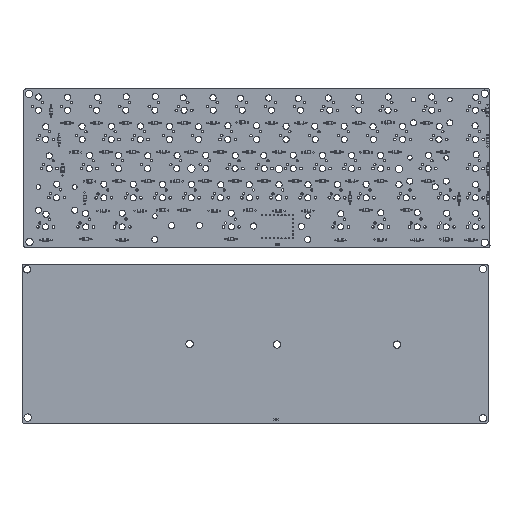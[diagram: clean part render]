
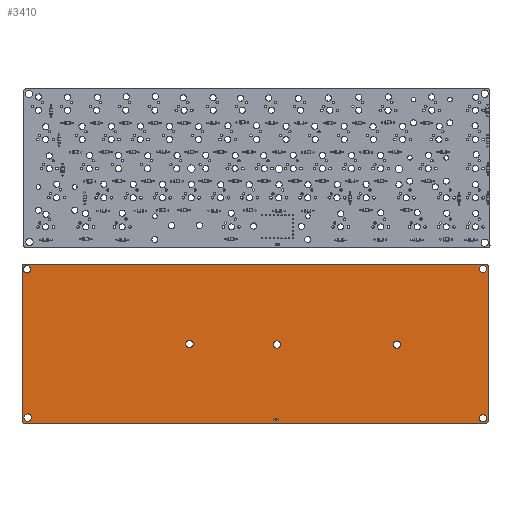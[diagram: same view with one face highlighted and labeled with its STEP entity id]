
A CAD part, top view. The second image highlights one B-rep face of the part: STEP entity #3410.
In plain terms, the highlighted planar face has unit normal (0, 0, 1).
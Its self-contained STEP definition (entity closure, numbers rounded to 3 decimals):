
#3151 = VERTEX_POINT('',#3152);
#3152 = CARTESIAN_POINT('',(399.768,-130.438,1.51));
#3158 = EDGE_CURVE('',#3151,#3159,#3161,.T.);
#3159 = VERTEX_POINT('',#3160);
#3160 = CARTESIAN_POINT('',(401.356,-132.025,1.51));
#3161 = CIRCLE('',#3162,1.587);
#3162 = AXIS2_PLACEMENT_3D('',#3163,#3164,#3165);
#3163 = CARTESIAN_POINT('',(399.768,-132.025,1.51));
#3164 = DIRECTION('',(0.,0.,-1.));
#3165 = DIRECTION('',(0.,1.,0.));
#3193 = VERTEX_POINT('',#3194);
#3194 = CARTESIAN_POINT('',(98.162,-130.438,1.51));
#3200 = EDGE_CURVE('',#3193,#3151,#3201,.T.);
#3201 = LINE('',#3202,#3203);
#3202 = CARTESIAN_POINT('',(98.162,-130.438,1.51));
#3203 = VECTOR('',#3204,1.);
#3204 = DIRECTION('',(1.,0.,0.));
#3222 = EDGE_CURVE('',#3159,#3223,#3225,.T.);
#3223 = VERTEX_POINT('',#3224);
#3224 = CARTESIAN_POINT('',(401.366,-232.928,1.51));
#3225 = LINE('',#3226,#3227);
#3226 = CARTESIAN_POINT('',(401.356,-132.025,1.51));
#3227 = VECTOR('',#3228,1.);
#3228 = DIRECTION('',(0.,-1.,0.));
#3410 = ADVANCED_FACE('',(#3411,#3457,#3468,#3479,#3490,#3501,#3512,
    #3523,#3534,#3545,#3556),#3567,.T.);
#3411 = FACE_BOUND('',#3412,.T.);
#3412 = EDGE_LOOP('',(#3413,#3414,#3415,#3424,#3432,#3441,#3449,#3456));
#3413 = ORIENTED_EDGE('',*,*,#3158,.F.);
#3414 = ORIENTED_EDGE('',*,*,#3200,.F.);
#3415 = ORIENTED_EDGE('',*,*,#3416,.F.);
#3416 = EDGE_CURVE('',#3417,#3193,#3419,.T.);
#3417 = VERTEX_POINT('',#3418);
#3418 = CARTESIAN_POINT('',(96.575,-132.025,1.51));
#3419 = CIRCLE('',#3420,1.63);
#3420 = AXIS2_PLACEMENT_3D('',#3421,#3422,#3423);
#3421 = CARTESIAN_POINT('',(98.204,-132.067,1.51));
#3422 = DIRECTION('',(0.,0.,-1.));
#3423 = DIRECTION('',(-1.,0.026,0.));
#3424 = ORIENTED_EDGE('',*,*,#3425,.F.);
#3425 = EDGE_CURVE('',#3426,#3417,#3428,.T.);
#3426 = VERTEX_POINT('',#3427);
#3427 = CARTESIAN_POINT('',(96.585,-232.928,1.51));
#3428 = LINE('',#3429,#3430);
#3429 = CARTESIAN_POINT('',(96.585,-232.928,1.51));
#3430 = VECTOR('',#3431,1.);
#3431 = DIRECTION('',(0.,1.,0.));
#3432 = ORIENTED_EDGE('',*,*,#3433,.F.);
#3433 = EDGE_CURVE('',#3434,#3426,#3436,.T.);
#3434 = VERTEX_POINT('',#3435);
#3435 = CARTESIAN_POINT('',(98.172,-234.515,1.51));
#3436 = CIRCLE('',#3437,1.587);
#3437 = AXIS2_PLACEMENT_3D('',#3438,#3439,#3440);
#3438 = CARTESIAN_POINT('',(98.172,-232.928,1.51));
#3439 = DIRECTION('',(0.,0.,-1.));
#3440 = DIRECTION('',(0.,-1.,-0.));
#3441 = ORIENTED_EDGE('',*,*,#3442,.F.);
#3442 = EDGE_CURVE('',#3443,#3434,#3445,.T.);
#3443 = VERTEX_POINT('',#3444);
#3444 = CARTESIAN_POINT('',(399.778,-234.515,1.51));
#3445 = LINE('',#3446,#3447);
#3446 = CARTESIAN_POINT('',(399.778,-234.515,1.51));
#3447 = VECTOR('',#3448,1.);
#3448 = DIRECTION('',(-1.,0.,0.));
#3449 = ORIENTED_EDGE('',*,*,#3450,.F.);
#3450 = EDGE_CURVE('',#3223,#3443,#3451,.T.);
#3451 = CIRCLE('',#3452,1.587);
#3452 = AXIS2_PLACEMENT_3D('',#3453,#3454,#3455);
#3453 = CARTESIAN_POINT('',(399.778,-232.928,1.51));
#3454 = DIRECTION('',(0.,0.,-1.));
#3455 = DIRECTION('',(1.,0.,0.));
#3456 = ORIENTED_EDGE('',*,*,#3222,.F.);
#3457 = FACE_BOUND('',#3458,.T.);
#3458 = EDGE_LOOP('',(#3459));
#3459 = ORIENTED_EDGE('',*,*,#3460,.F.);
#3460 = EDGE_CURVE('',#3461,#3461,#3463,.T.);
#3461 = VERTEX_POINT('',#3462);
#3462 = CARTESIAN_POINT('',(102.67,-230.75,1.51));
#3463 = CIRCLE('',#3464,2.395);
#3464 = AXIS2_PLACEMENT_3D('',#3465,#3466,#3467);
#3465 = CARTESIAN_POINT('',(100.275,-230.75,1.51));
#3466 = DIRECTION('',(0.,0.,1.));
#3467 = DIRECTION('',(1.,0.,-0.));
#3468 = FACE_BOUND('',#3469,.T.);
#3469 = EDGE_LOOP('',(#3470));
#3470 = ORIENTED_EDGE('',*,*,#3471,.F.);
#3471 = EDGE_CURVE('',#3472,#3472,#3474,.T.);
#3472 = VERTEX_POINT('',#3473);
#3473 = CARTESIAN_POINT('',(208.52,-182.7,1.51));
#3474 = CIRCLE('',#3475,2.395);
#3475 = AXIS2_PLACEMENT_3D('',#3476,#3477,#3478);
#3476 = CARTESIAN_POINT('',(206.125,-182.7,1.51));
#3477 = DIRECTION('',(0.,0.,1.));
#3478 = DIRECTION('',(1.,0.,-0.));
#3479 = FACE_BOUND('',#3480,.T.);
#3480 = EDGE_LOOP('',(#3481));
#3481 = ORIENTED_EDGE('',*,*,#3482,.T.);
#3482 = EDGE_CURVE('',#3483,#3483,#3485,.T.);
#3483 = VERTEX_POINT('',#3484);
#3484 = CARTESIAN_POINT('',(261.625,-232.4,1.51));
#3485 = CIRCLE('',#3486,0.25);
#3486 = AXIS2_PLACEMENT_3D('',#3487,#3488,#3489);
#3487 = CARTESIAN_POINT('',(261.625,-232.15,1.51));
#3488 = DIRECTION('',(-0.,0.,-1.));
#3489 = DIRECTION('',(-0.,-1.,0.));
#3490 = FACE_BOUND('',#3491,.T.);
#3491 = EDGE_LOOP('',(#3492));
#3492 = ORIENTED_EDGE('',*,*,#3493,.T.);
#3493 = EDGE_CURVE('',#3494,#3494,#3496,.T.);
#3494 = VERTEX_POINT('',#3495);
#3495 = CARTESIAN_POINT('',(262.625,-232.4,1.51));
#3496 = CIRCLE('',#3497,0.25);
#3497 = AXIS2_PLACEMENT_3D('',#3498,#3499,#3500);
#3498 = CARTESIAN_POINT('',(262.625,-232.15,1.51));
#3499 = DIRECTION('',(-0.,0.,-1.));
#3500 = DIRECTION('',(-0.,-1.,0.));
#3501 = FACE_BOUND('',#3502,.T.);
#3502 = EDGE_LOOP('',(#3503));
#3503 = ORIENTED_EDGE('',*,*,#3504,.T.);
#3504 = EDGE_CURVE('',#3505,#3505,#3507,.T.);
#3505 = VERTEX_POINT('',#3506);
#3506 = CARTESIAN_POINT('',(263.625,-232.4,1.51));
#3507 = CIRCLE('',#3508,0.25);
#3508 = AXIS2_PLACEMENT_3D('',#3509,#3510,#3511);
#3509 = CARTESIAN_POINT('',(263.625,-232.15,1.51));
#3510 = DIRECTION('',(-0.,0.,-1.));
#3511 = DIRECTION('',(-0.,-1.,0.));
#3512 = FACE_BOUND('',#3513,.T.);
#3513 = EDGE_LOOP('',(#3514));
#3514 = ORIENTED_EDGE('',*,*,#3515,.F.);
#3515 = EDGE_CURVE('',#3516,#3516,#3518,.T.);
#3516 = VERTEX_POINT('',#3517);
#3517 = CARTESIAN_POINT('',(400.32,-231.18,1.51));
#3518 = CIRCLE('',#3519,2.395);
#3519 = AXIS2_PLACEMENT_3D('',#3520,#3521,#3522);
#3520 = CARTESIAN_POINT('',(397.925,-231.18,1.51));
#3521 = DIRECTION('',(0.,0.,1.));
#3522 = DIRECTION('',(1.,0.,-0.));
#3523 = FACE_BOUND('',#3524,.T.);
#3524 = EDGE_LOOP('',(#3525));
#3525 = ORIENTED_EDGE('',*,*,#3526,.F.);
#3526 = EDGE_CURVE('',#3527,#3527,#3529,.T.);
#3527 = VERTEX_POINT('',#3528);
#3528 = CARTESIAN_POINT('',(265.795,-182.975,1.51));
#3529 = CIRCLE('',#3530,2.395);
#3530 = AXIS2_PLACEMENT_3D('',#3531,#3532,#3533);
#3531 = CARTESIAN_POINT('',(263.4,-182.975,1.51));
#3532 = DIRECTION('',(0.,0.,1.));
#3533 = DIRECTION('',(1.,0.,-0.));
#3534 = FACE_BOUND('',#3535,.T.);
#3535 = EDGE_LOOP('',(#3536));
#3536 = ORIENTED_EDGE('',*,*,#3537,.F.);
#3537 = EDGE_CURVE('',#3538,#3538,#3540,.T.);
#3538 = VERTEX_POINT('',#3539);
#3539 = CARTESIAN_POINT('',(344.22,-183.05,1.51));
#3540 = CIRCLE('',#3541,2.395);
#3541 = AXIS2_PLACEMENT_3D('',#3542,#3543,#3544);
#3542 = CARTESIAN_POINT('',(341.825,-183.05,1.51));
#3543 = DIRECTION('',(0.,0.,1.));
#3544 = DIRECTION('',(1.,0.,-0.));
#3545 = FACE_BOUND('',#3546,.T.);
#3546 = EDGE_LOOP('',(#3547));
#3547 = ORIENTED_EDGE('',*,*,#3548,.F.);
#3548 = EDGE_CURVE('',#3549,#3549,#3551,.T.);
#3549 = VERTEX_POINT('',#3550);
#3550 = CARTESIAN_POINT('',(102.35,-133.845,1.51));
#3551 = CIRCLE('',#3552,2.395);
#3552 = AXIS2_PLACEMENT_3D('',#3553,#3554,#3555);
#3553 = CARTESIAN_POINT('',(99.955,-133.845,1.51));
#3554 = DIRECTION('',(0.,0.,1.));
#3555 = DIRECTION('',(1.,0.,-0.));
#3556 = FACE_BOUND('',#3557,.T.);
#3557 = EDGE_LOOP('',(#3558));
#3558 = ORIENTED_EDGE('',*,*,#3559,.F.);
#3559 = EDGE_CURVE('',#3560,#3560,#3562,.T.);
#3560 = VERTEX_POINT('',#3561);
#3561 = CARTESIAN_POINT('',(400.345,-133.695,1.51));
#3562 = CIRCLE('',#3563,2.395);
#3563 = AXIS2_PLACEMENT_3D('',#3564,#3565,#3566);
#3564 = CARTESIAN_POINT('',(397.95,-133.695,1.51));
#3565 = DIRECTION('',(0.,0.,1.));
#3566 = DIRECTION('',(1.,0.,-0.));
#3567 = PLANE('',#3568);
#3568 = AXIS2_PLACEMENT_3D('',#3569,#3570,#3571);
#3569 = CARTESIAN_POINT('',(0.,0.,1.51));
#3570 = DIRECTION('',(0.,0.,1.));
#3571 = DIRECTION('',(1.,0.,-0.));
